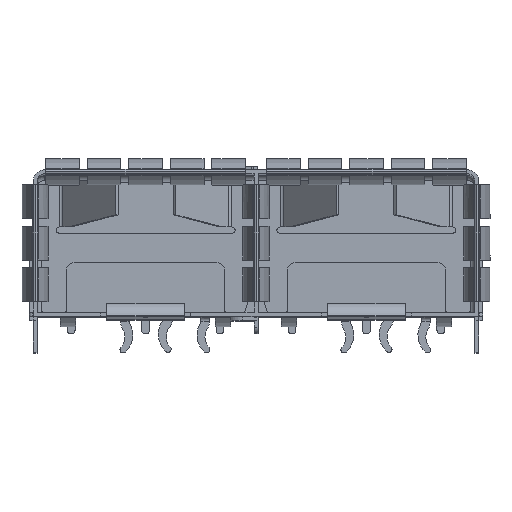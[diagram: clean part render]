
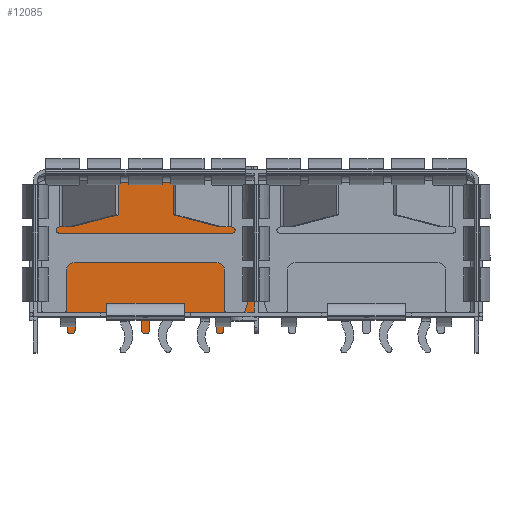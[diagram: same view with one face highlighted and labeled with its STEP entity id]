
A CAD part, top view. The second image highlights one B-rep face of the part: STEP entity #12085.
In plain terms, the highlighted planar face has unit normal (0, 0, 1).
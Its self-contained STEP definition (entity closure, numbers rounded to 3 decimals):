
#5015=EDGE_CURVE('',#14318,#14319,#14320,.T.);
#5081=EDGE_CURVE('',#14434,#14435,#14436,.T.);
#5587=EDGE_CURVE('',#15302,#15303,#15304,.T.);
#6449=EDGE_CURVE('',#16701,#16702,#16703,.T.);
#6623=EDGE_CURVE('',#16986,#16987,#16988,.T.);
#6693=EDGE_CURVE('',#17096,#16986,#17097,.T.);
#6833=EDGE_CURVE('',#17316,#17317,#17318,.T.);
#7127=EDGE_CURVE('',#16701,#17096,#17779,.T.);
#7989=EDGE_CURVE('',#14319,#16702,#19011,.T.);
#8709=EDGE_CURVE('',#17316,#14435,#19978,.T.);
#9399=EDGE_CURVE('',#17317,#17444,#20878,.T.);
#10241=EDGE_CURVE('',#14434,#15302,#21919,.T.);
#10405=EDGE_CURVE('',#22129,#17723,#22130,.T.);
#10743=EDGE_CURVE('',#17444,#17723,#22558,.T.);
#11161=EDGE_CURVE('',#15303,#16987,#23051,.T.);
#12085=ADVANCED_FACE('',(#24110),#24111,.F.);
#12695=EDGE_CURVE('',#22129,#14318,#24803,.T.);
#14318=VERTEX_POINT('',#26925);
#14319=VERTEX_POINT('',#26926);
#14320=CIRCLE('',#26927,0.25);
#14434=VERTEX_POINT('',#27087);
#14435=VERTEX_POINT('',#27088);
#14436=LINE('',#27089,#27090);
#15302=VERTEX_POINT('',#28285);
#15303=VERTEX_POINT('',#28286);
#15304=LINE('',#28287,#28288);
#16701=VERTEX_POINT('',#30263);
#16702=VERTEX_POINT('',#30264);
#16703=LINE('',#30265,#30266);
#16986=VERTEX_POINT('',#30674);
#16987=VERTEX_POINT('',#30675);
#16988=LINE('',#30676,#30677);
#17096=VERTEX_POINT('',#30825);
#17097=CIRCLE('',#30826,0.25);
#17316=VERTEX_POINT('',#31150);
#17317=VERTEX_POINT('',#31151);
#17318=LINE('',#31152,#31153);
#17444=VERTEX_POINT('',#31337);
#17723=VERTEX_POINT('',#31726);
#17779=LINE('',#31811,#31812);
#19011=LINE('',#33651,#33652);
#19978=LINE('',#35105,#35106);
#20878=CIRCLE('',#36523,0.25);
#21919=LINE('',#38124,#38125);
#22129=VERTEX_POINT('',#38439);
#22130=LINE('',#38440,#38441);
#22558=LINE('',#39078,#39079);
#23051=LINE('',#39879,#39880);
#24110=FACE_OUTER_BOUND('',#41577,.T.);
#24111=PLANE('',#41578);
#24803=LINE('',#42697,#42698);
#26925=CARTESIAN_POINT('',(-7.375,-5.523,-49.746));
#26926=CARTESIAN_POINT('',(-6.875,-5.523,-49.746));
#26927=AXIS2_PLACEMENT_3D('',#44600,#44601,#44602);
#27087=CARTESIAN_POINT('',(-13.621,3.973,-49.746));
#27088=CARTESIAN_POINT('',(-13.621,-4.473,-49.746));
#27089=CARTESIAN_POINT('',(-13.621,3.973,-49.746));
#27090=VECTOR('',#44702,8.446);
#28285=CARTESIAN_POINT('',(-0.125,3.973,-49.746));
#28286=CARTESIAN_POINT('',(-0.125,-4.473,-49.746));
#28287=CARTESIAN_POINT('',(-0.125,3.973,-49.746));
#28288=VECTOR('',#45570,8.446);
#30263=CARTESIAN_POINT('',(-2.575,-4.473,-49.746));
#30264=CARTESIAN_POINT('',(-6.875,-4.473,-49.746));
#30265=CARTESIAN_POINT('',(-2.575,-4.473,-49.746));
#30266=VECTOR('',#47112,4.3);
#30674=CARTESIAN_POINT('',(-2.075,-5.523,-49.746));
#30675=CARTESIAN_POINT('',(-2.075,-4.473,-49.746));
#30676=CARTESIAN_POINT('',(-2.075,-5.523,-49.746));
#30677=VECTOR('',#47619,1.05);
#30825=CARTESIAN_POINT('',(-2.575,-5.523,-49.746));
#30826=AXIS2_PLACEMENT_3D('',#47791,#47792,#47793);
#31150=CARTESIAN_POINT('',(-12.175,-4.473,-49.746));
#31151=CARTESIAN_POINT('',(-12.175,-5.523,-49.746));
#31152=CARTESIAN_POINT('',(-12.175,-4.473,-49.746));
#31153=VECTOR('',#48061,1.05);
#31337=CARTESIAN_POINT('',(-11.675,-5.523,-49.746));
#31726=CARTESIAN_POINT('',(-11.675,-4.473,-49.746));
#31811=CARTESIAN_POINT('',(-2.575,-4.473,-49.746));
#31812=VECTOR('',#48714,1.05);
#33651=CARTESIAN_POINT('',(-6.875,-5.523,-49.746));
#33652=VECTOR('',#50227,1.05);
#35105=CARTESIAN_POINT('',(-12.175,-4.473,-49.746));
#35106=VECTOR('',#51445,1.446);
#36523=AXIS2_PLACEMENT_3D('',#52689,#52690,#52691);
#38124=CARTESIAN_POINT('',(-13.621,3.973,-49.746));
#38125=VECTOR('',#54220,13.496);
#38439=CARTESIAN_POINT('',(-7.375,-4.473,-49.746));
#38440=CARTESIAN_POINT('',(-7.375,-4.473,-49.746));
#38441=VECTOR('',#54549,4.3);
#39078=CARTESIAN_POINT('',(-11.675,-5.523,-49.746));
#39079=VECTOR('',#55219,1.05);
#39879=CARTESIAN_POINT('',(-0.125,-4.473,-49.746));
#39880=VECTOR('',#56005,1.95);
#41577=EDGE_LOOP('',(#57566,#57567,#57568,#57569,#57570,#57571,#57572,#57573,#57574,#57575,#57576,#57577,#57578,#57579,#57580,#57581));
#41578=AXIS2_PLACEMENT_3D('',#57582,#57583,#57584);
#42697=CARTESIAN_POINT('',(-7.375,-4.473,-49.746));
#42698=VECTOR('',#58641,1.05);
#44600=CARTESIAN_POINT('',(-7.125,-5.523,-49.746));
#44601=DIRECTION('',(0.0,0.0,1.0));
#44602=DIRECTION('',(-1.0,0.0,0.0));
#44702=DIRECTION('',(0.0,-1.0,0.0));
#45570=DIRECTION('',(0.0,-1.0,0.0));
#47112=DIRECTION('',(-1.0,0.0,0.0));
#47619=DIRECTION('',(0.0,1.0,0.0));
#47791=CARTESIAN_POINT('',(-2.325,-5.523,-49.746));
#47792=DIRECTION('',(0.0,0.0,1.0));
#47793=DIRECTION('',(-1.0,0.0,0.0));
#48061=DIRECTION('',(0.0,-1.0,0.0));
#48714=DIRECTION('',(0.0,-1.0,0.0));
#50227=DIRECTION('',(0.0,1.0,0.0));
#51445=DIRECTION('',(-1.0,0.0,0.0));
#52689=CARTESIAN_POINT('',(-11.925,-5.523,-49.746));
#52690=DIRECTION('',(0.0,0.0,1.0));
#52691=DIRECTION('',(-1.0,0.0,0.0));
#54220=DIRECTION('',(1.0,0.,0.0));
#54549=DIRECTION('',(-1.0,0.0,0.0));
#55219=DIRECTION('',(0.0,1.0,0.0));
#56005=DIRECTION('',(-1.0,0.0,0.0));
#57566=ORIENTED_EDGE('',*,*,#5587,.F.);
#57567=ORIENTED_EDGE('',*,*,#10241,.F.);
#57568=ORIENTED_EDGE('',*,*,#5081,.T.);
#57569=ORIENTED_EDGE('',*,*,#8709,.F.);
#57570=ORIENTED_EDGE('',*,*,#6833,.T.);
#57571=ORIENTED_EDGE('',*,*,#9399,.T.);
#57572=ORIENTED_EDGE('',*,*,#10743,.T.);
#57573=ORIENTED_EDGE('',*,*,#10405,.F.);
#57574=ORIENTED_EDGE('',*,*,#12695,.T.);
#57575=ORIENTED_EDGE('',*,*,#5015,.T.);
#57576=ORIENTED_EDGE('',*,*,#7989,.T.);
#57577=ORIENTED_EDGE('',*,*,#6449,.F.);
#57578=ORIENTED_EDGE('',*,*,#7127,.T.);
#57579=ORIENTED_EDGE('',*,*,#6693,.T.);
#57580=ORIENTED_EDGE('',*,*,#6623,.T.);
#57581=ORIENTED_EDGE('',*,*,#11161,.F.);
#57582=CARTESIAN_POINT('',(-14.121,3.973,-49.746));
#57583=DIRECTION('',(0.0,0.0,-1.0));
#57584=DIRECTION('',(0.0,-1.0,0.0));
#58641=DIRECTION('',(0.0,-1.0,0.0));
